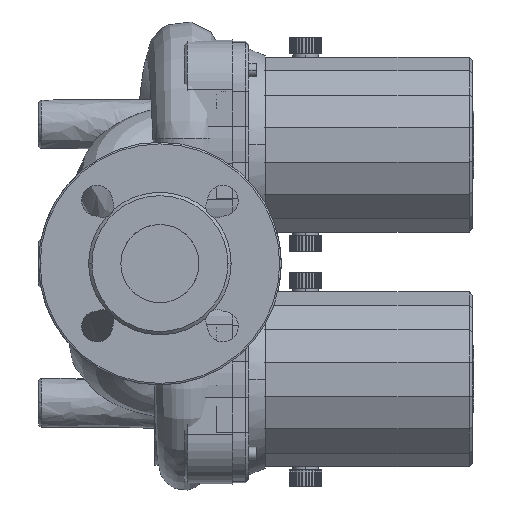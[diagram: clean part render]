
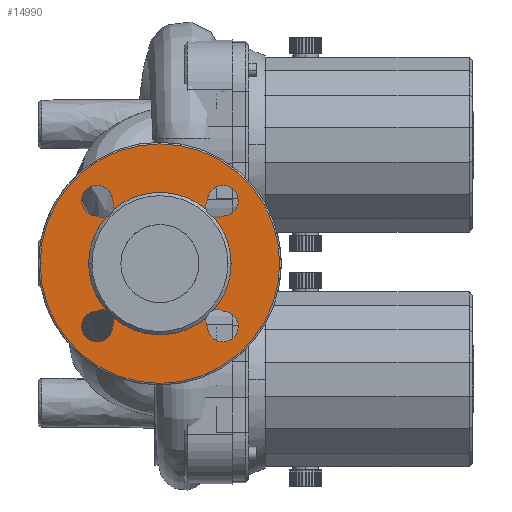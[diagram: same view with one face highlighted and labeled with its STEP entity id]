
A CAD part, left-side view. The second image highlights one B-rep face of the part: STEP entity #14990.
In plain terms, the highlighted planar face has unit normal (-1, 0, 0).
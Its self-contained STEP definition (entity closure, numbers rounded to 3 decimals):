
#14442=CARTESIAN_POINT('',(2.,44.0,0.0));
#14443=VERTEX_POINT('',#14442);
#14452=CARTESIAN_POINT('',(2.,33.411,-28.631));
#14453=VERTEX_POINT('',#14452);
#14454=CARTESIAN_POINT('',(2.,0.0,0.0));
#14455=DIRECTION('',(1.0,0.0,0.0));
#14456=DIRECTION('',(0.0,1.0,0.0));
#14457=AXIS2_PLACEMENT_3D('',#14454,#14455,#14456);
#14458=CIRCLE('',#14457,44.0);
#14459=EDGE_CURVE('',#14453,#14443,#14458,.T.);
#14461=CARTESIAN_POINT('',(2.,28.631,-33.411));
#14462=VERTEX_POINT('',#14461);
#14476=CARTESIAN_POINT('',(2.,-28.631,-33.411));
#14477=VERTEX_POINT('',#14476);
#14478=CARTESIAN_POINT('',(2.,0.0,0.0));
#14479=DIRECTION('',(1.0,0.0,0.0));
#14480=DIRECTION('',(0.0,1.0,0.0));
#14481=AXIS2_PLACEMENT_3D('',#14478,#14479,#14480);
#14482=CIRCLE('',#14481,44.0);
#14483=EDGE_CURVE('',#14477,#14462,#14482,.T.);
#14485=CARTESIAN_POINT('',(2.,-33.411,-28.631));
#14486=VERTEX_POINT('',#14485);
#14500=CARTESIAN_POINT('',(2.,-44.0,0.));
#14501=VERTEX_POINT('',#14500);
#14502=CARTESIAN_POINT('',(2.,0.0,0.0));
#14503=DIRECTION('',(1.0,0.0,0.0));
#14504=DIRECTION('',(0.0,1.0,0.0));
#14505=AXIS2_PLACEMENT_3D('',#14502,#14503,#14504);
#14506=CIRCLE('',#14505,44.0);
#14507=EDGE_CURVE('',#14501,#14486,#14506,.T.);
#14534=CARTESIAN_POINT('',(2.,0.0,-74.0));
#14535=VERTEX_POINT('',#14534);
#14561=CARTESIAN_POINT('',(2.,0.,74.0));
#14562=VERTEX_POINT('',#14561);
#14570=CARTESIAN_POINT('',(2.,0.0,0.0));
#14571=DIRECTION('',(1.0,0.0,0.0));
#14572=DIRECTION('',(0.0,-1.0,0.0));
#14573=AXIS2_PLACEMENT_3D('',#14570,#14571,#14572);
#14574=CIRCLE('',#14573,74.0);
#14575=EDGE_CURVE('',#14562,#14535,#14574,.T.);
#14824=CARTESIAN_POINT('',(2.,74.0,0.0));
#14825=VERTEX_POINT('',#14824);
#14826=CARTESIAN_POINT('',(2.,0.0,0.0));
#14827=DIRECTION('',(1.0,0.0,0.0));
#14828=DIRECTION('',(0.0,-1.0,0.0));
#14829=AXIS2_PLACEMENT_3D('',#14826,#14827,#14828);
#14830=CIRCLE('',#14829,74.0);
#14831=EDGE_CURVE('',#14535,#14825,#14830,.T.);
#14833=CARTESIAN_POINT('',(2.,0.0,0.0));
#14834=DIRECTION('',(1.0,0.0,0.0));
#14835=DIRECTION('',(0.0,-1.0,0.0));
#14836=AXIS2_PLACEMENT_3D('',#14833,#14834,#14835);
#14837=CIRCLE('',#14836,74.0);
#14838=EDGE_CURVE('',#14825,#14562,#14837,.T.);
#14846=CARTESIAN_POINT('',(2.,59.5,0.0));
#14847=DIRECTION('',(-1.0,0.0,0.0));
#14848=DIRECTION('',(0.0,0.0,1.0));
#14849=AXIS2_PLACEMENT_3D('',#14846,#14847,#14848);
#14850=PLANE('',#14849);
#14851=ORIENTED_EDGE('',*,*,#14838,.F.);
#14852=ORIENTED_EDGE('',*,*,#14831,.F.);
#14853=ORIENTED_EDGE('',*,*,#14575,.F.);
#14854=EDGE_LOOP('',(#14851,#14852,#14853));
#14855=FACE_OUTER_BOUND('',#14854,.T.);
#14856=CARTESIAN_POINT('',(2.,-29.392,-39.021));
#14857=VERTEX_POINT('',#14856);
#14858=CARTESIAN_POINT('',(2.,-35.355,-35.355));
#14859=DIRECTION('',(1.0,0.0,0.0));
#14860=DIRECTION('',(0.0,-1.0,0.0));
#14861=AXIS2_PLACEMENT_3D('',#14858,#14859,#14860);
#14862=CIRCLE('',#14861,7.);
#14863=EDGE_CURVE('',#14857,#14477,#14862,.T.);
#14864=ORIENTED_EDGE('',*,*,#14863,.T.);
#14865=ORIENTED_EDGE('',*,*,#14483,.T.);
#14866=CARTESIAN_POINT('',(2.,29.392,-39.021));
#14867=VERTEX_POINT('',#14866);
#14868=CARTESIAN_POINT('',(2.,35.355,-35.355));
#14869=DIRECTION('',(1.0,0.0,0.0));
#14870=DIRECTION('',(0.0,0.0,-1.0));
#14871=AXIS2_PLACEMENT_3D('',#14868,#14869,#14870);
#14872=CIRCLE('',#14871,7.);
#14873=EDGE_CURVE('',#14462,#14867,#14872,.T.);
#14874=ORIENTED_EDGE('',*,*,#14873,.T.);
#14875=CARTESIAN_POINT('',(2.,39.021,-29.392));
#14876=VERTEX_POINT('',#14875);
#14877=CARTESIAN_POINT('',(2.,38.891,-38.891));
#14878=DIRECTION('',(1.0,0.0,0.0));
#14879=DIRECTION('',(0.0,0.0,-1.0));
#14880=AXIS2_PLACEMENT_3D('',#14877,#14878,#14879);
#14881=CIRCLE('',#14880,9.5);
#14882=EDGE_CURVE('',#14867,#14876,#14881,.T.);
#14883=ORIENTED_EDGE('',*,*,#14882,.T.);
#14884=CARTESIAN_POINT('',(2.,35.355,-35.355));
#14885=DIRECTION('',(1.0,0.0,0.0));
#14886=DIRECTION('',(0.0,0.0,-1.0));
#14887=AXIS2_PLACEMENT_3D('',#14884,#14885,#14886);
#14888=CIRCLE('',#14887,7.);
#14889=EDGE_CURVE('',#14876,#14453,#14888,.T.);
#14890=ORIENTED_EDGE('',*,*,#14889,.T.);
#14891=ORIENTED_EDGE('',*,*,#14459,.T.);
#14892=CARTESIAN_POINT('',(2.,33.411,28.631));
#14893=VERTEX_POINT('',#14892);
#14894=CARTESIAN_POINT('',(2.,0.0,0.0));
#14895=DIRECTION('',(1.0,0.0,0.0));
#14896=DIRECTION('',(0.0,1.0,0.0));
#14897=AXIS2_PLACEMENT_3D('',#14894,#14895,#14896);
#14898=CIRCLE('',#14897,44.0);
#14899=EDGE_CURVE('',#14443,#14893,#14898,.T.);
#14900=ORIENTED_EDGE('',*,*,#14899,.T.);
#14901=CARTESIAN_POINT('',(2.,39.021,29.392));
#14902=VERTEX_POINT('',#14901);
#14903=CARTESIAN_POINT('',(2.,35.355,35.355));
#14904=DIRECTION('',(1.0,0.0,0.0));
#14905=DIRECTION('',(0.0,1.0,0.0));
#14906=AXIS2_PLACEMENT_3D('',#14903,#14904,#14905);
#14907=CIRCLE('',#14906,7.);
#14908=EDGE_CURVE('',#14893,#14902,#14907,.T.);
#14909=ORIENTED_EDGE('',*,*,#14908,.T.);
#14910=CARTESIAN_POINT('',(2.,29.392,39.021));
#14911=VERTEX_POINT('',#14910);
#14912=CARTESIAN_POINT('',(2.,38.891,38.891));
#14913=DIRECTION('',(1.0,0.0,0.0));
#14914=DIRECTION('',(0.0,1.0,0.0));
#14915=AXIS2_PLACEMENT_3D('',#14912,#14913,#14914);
#14916=CIRCLE('',#14915,9.5);
#14917=EDGE_CURVE('',#14902,#14911,#14916,.T.);
#14918=ORIENTED_EDGE('',*,*,#14917,.T.);
#14919=CARTESIAN_POINT('',(2.,28.631,33.411));
#14920=VERTEX_POINT('',#14919);
#14921=CARTESIAN_POINT('',(2.,35.355,35.355));
#14922=DIRECTION('',(1.0,0.0,0.0));
#14923=DIRECTION('',(0.0,1.0,0.0));
#14924=AXIS2_PLACEMENT_3D('',#14921,#14922,#14923);
#14925=CIRCLE('',#14924,7.);
#14926=EDGE_CURVE('',#14911,#14920,#14925,.T.);
#14927=ORIENTED_EDGE('',*,*,#14926,.T.);
#14928=CARTESIAN_POINT('',(2.,-28.631,33.411));
#14929=VERTEX_POINT('',#14928);
#14930=CARTESIAN_POINT('',(2.,0.0,0.0));
#14931=DIRECTION('',(1.0,0.0,0.0));
#14932=DIRECTION('',(0.0,1.0,0.0));
#14933=AXIS2_PLACEMENT_3D('',#14930,#14931,#14932);
#14934=CIRCLE('',#14933,44.0);
#14935=EDGE_CURVE('',#14920,#14929,#14934,.T.);
#14936=ORIENTED_EDGE('',*,*,#14935,.T.);
#14937=CARTESIAN_POINT('',(2.,-29.392,39.021));
#14938=VERTEX_POINT('',#14937);
#14939=CARTESIAN_POINT('',(2.,-35.355,35.355));
#14940=DIRECTION('',(1.0,0.0,0.0));
#14941=DIRECTION('',(0.0,0.0,1.0));
#14942=AXIS2_PLACEMENT_3D('',#14939,#14940,#14941);
#14943=CIRCLE('',#14942,7.);
#14944=EDGE_CURVE('',#14929,#14938,#14943,.T.);
#14945=ORIENTED_EDGE('',*,*,#14944,.T.);
#14946=CARTESIAN_POINT('',(2.,-39.021,29.392));
#14947=VERTEX_POINT('',#14946);
#14948=CARTESIAN_POINT('',(2.,-38.891,38.891));
#14949=DIRECTION('',(1.0,0.0,0.0));
#14950=DIRECTION('',(0.0,0.0,1.0));
#14951=AXIS2_PLACEMENT_3D('',#14948,#14949,#14950);
#14952=CIRCLE('',#14951,9.5);
#14953=EDGE_CURVE('',#14938,#14947,#14952,.T.);
#14954=ORIENTED_EDGE('',*,*,#14953,.T.);
#14955=CARTESIAN_POINT('',(2.,-33.411,28.631));
#14956=VERTEX_POINT('',#14955);
#14957=CARTESIAN_POINT('',(2.,-35.355,35.355));
#14958=DIRECTION('',(1.0,0.0,0.0));
#14959=DIRECTION('',(0.0,0.0,1.0));
#14960=AXIS2_PLACEMENT_3D('',#14957,#14958,#14959);
#14961=CIRCLE('',#14960,7.);
#14962=EDGE_CURVE('',#14947,#14956,#14961,.T.);
#14963=ORIENTED_EDGE('',*,*,#14962,.T.);
#14964=CARTESIAN_POINT('',(2.,0.0,0.0));
#14965=DIRECTION('',(1.0,0.0,0.0));
#14966=DIRECTION('',(0.0,1.0,0.0));
#14967=AXIS2_PLACEMENT_3D('',#14964,#14965,#14966);
#14968=CIRCLE('',#14967,44.0);
#14969=EDGE_CURVE('',#14956,#14501,#14968,.T.);
#14970=ORIENTED_EDGE('',*,*,#14969,.T.);
#14971=ORIENTED_EDGE('',*,*,#14507,.T.);
#14972=CARTESIAN_POINT('',(2.,-39.021,-29.392));
#14973=VERTEX_POINT('',#14972);
#14974=CARTESIAN_POINT('',(2.,-35.355,-35.355));
#14975=DIRECTION('',(1.0,0.0,0.0));
#14976=DIRECTION('',(0.0,-1.0,0.0));
#14977=AXIS2_PLACEMENT_3D('',#14974,#14975,#14976);
#14978=CIRCLE('',#14977,7.);
#14979=EDGE_CURVE('',#14486,#14973,#14978,.T.);
#14980=ORIENTED_EDGE('',*,*,#14979,.T.);
#14981=CARTESIAN_POINT('',(2.,-38.891,-38.891));
#14982=DIRECTION('',(1.0,0.0,0.0));
#14983=DIRECTION('',(0.0,-1.0,0.0));
#14984=AXIS2_PLACEMENT_3D('',#14981,#14982,#14983);
#14985=CIRCLE('',#14984,9.5);
#14986=EDGE_CURVE('',#14973,#14857,#14985,.T.);
#14987=ORIENTED_EDGE('',*,*,#14986,.T.);
#14988=EDGE_LOOP('',(#14864,#14865,#14874,#14883,#14890,#14891,#14900,#14909,#14918,#14927,#14936,#14945,#14954,#14963,#14970,#14971,#14980,#14987));
#14989=FACE_BOUND('',#14988,.T.);
#14990=ADVANCED_FACE('',(#14855,#14989),#14850,.T.);
